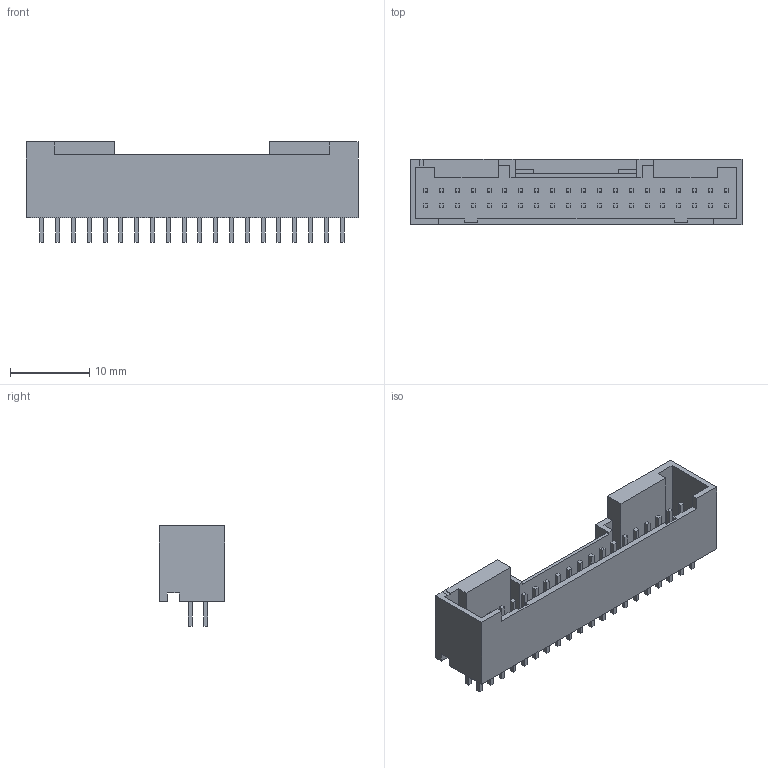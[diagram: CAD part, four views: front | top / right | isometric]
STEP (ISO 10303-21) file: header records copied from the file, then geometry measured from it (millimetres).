
FILE_DESCRIPTION(('FreeCAD Model'),'2;1');
FILE_NAME('JST_PUD_B40B-PUDSS_2x20x2.00mm_Straight.STEP','2016-03-20T17:26:12',( 'Author'),(''),'Open CASCADE STEP processor 6.8','FreeCAD','Unknown' );
FILE_SCHEMA(('AUTOMOTIVE_DESIGN_CC2 { 1 2 10303 214 -1 1 5 4 }'));
Length unit declared in the file: millimetre
Products named in the file (1): B40B-PUDSS
Bounding box: 42 x 8.3 x 12.7 mm (x, y, z)
Volume: 1310.9 mm3; surface area: 2884.9 mm2
Topology: 1 solids, 1 shells, 458 faces, 1128 edges, 752 vertices
Faces by surface type: plane 458
Entity records: 31115 total; most frequent: CARTESIAN_POINT 4595, DIRECTION 4302, LINE 3384, VECTOR 3384, ORIENTED_EDGE 2256, PCURVE 2256, DEFINITIONAL_REPRESENTATION 2256, EDGE_CURVE 1128
